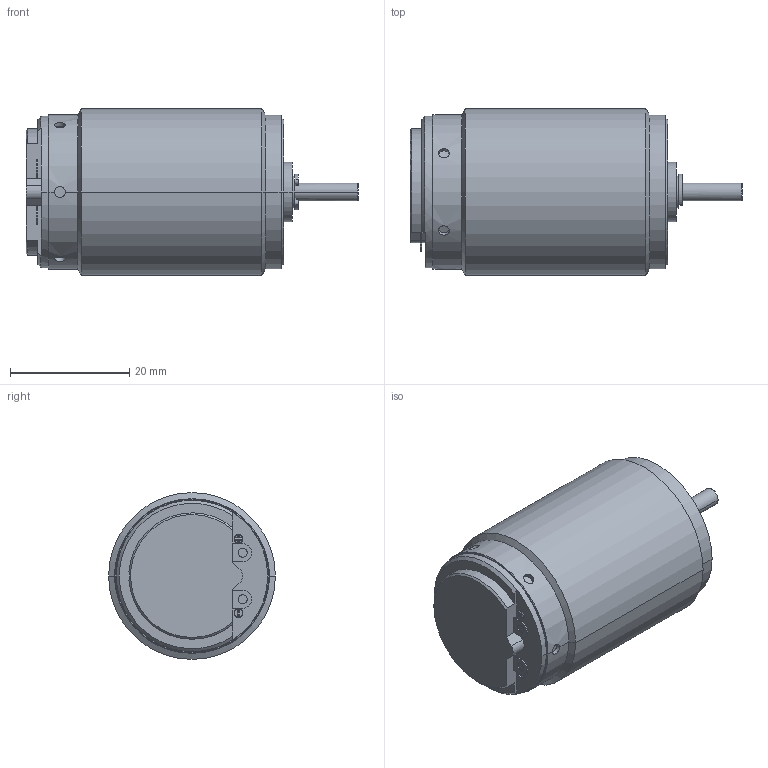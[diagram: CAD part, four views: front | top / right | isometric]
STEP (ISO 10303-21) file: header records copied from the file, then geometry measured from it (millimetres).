
FILE_DESCRIPTION((''),'2;1');
FILE_NAME('PRT0007','2015-11-30T',('vinayak.bharmal'),(''),'PRO/ENGINEER BY PARAMETRIC TECHNOLOGY CORPORATION, 2014310','PRO/ENGINEER BY PARAMETRIC TECHNOLOGY CORPORATION, 2014310','');
FILE_SCHEMA(('CONFIG_CONTROL_DESIGN'));
Length unit declared in the file: millimetre
Products named in the file (1): PRT0007
Bounding box: 55.71 x 28 x 28 mm (x, y, z)
Volume: 25020.7 mm3; surface area: 6513.1 mm2
Topology: 1 solids, 9 shells, 164 faces, 397 edges, 260 vertices
Faces by surface type: cylinder 85, plane 59, cone 16, torus 4
Entity records: 5259 total; most frequent: CARTESIAN_POINT 1299, DIRECTION 848, ORIENTED_EDGE 770, EDGE_CURVE 397, AXIS2_PLACEMENT_3D 339, VERTEX_POINT 260, EDGE_LOOP 195, CIRCLE 174
